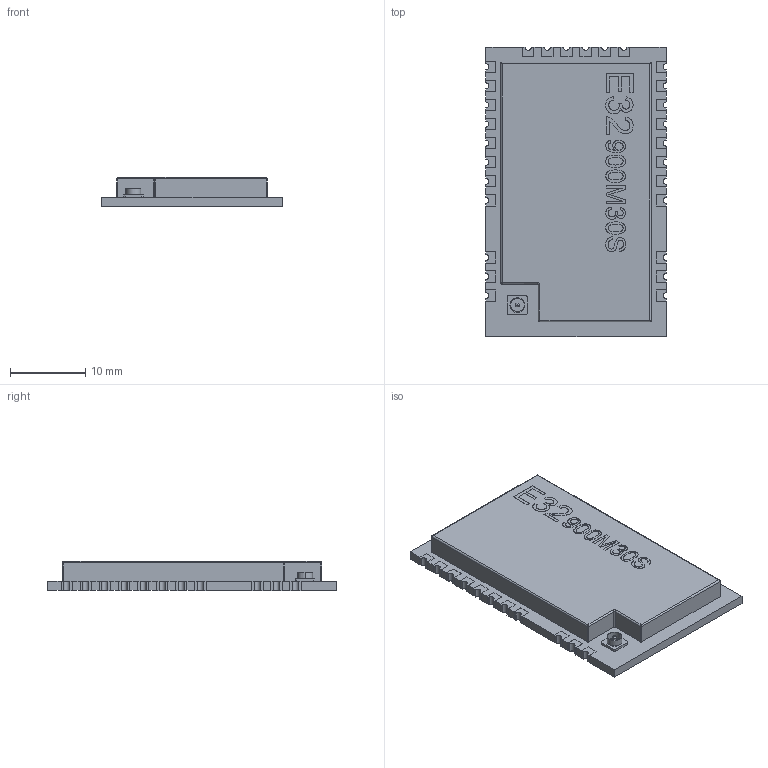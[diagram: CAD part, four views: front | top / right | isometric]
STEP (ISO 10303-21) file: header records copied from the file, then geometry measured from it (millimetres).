
FILE_DESCRIPTION (( 'STEP AP214' ), '1' );
FILE_NAME ('E22-900M30S.STEP', '2024-04-05T17:11:32', ( '' ), ( '' ), 'SwSTEP 2.0', 'SolidWorks 2023', '' );
FILE_SCHEMA (( 'AUTOMOTIVE_DESIGN' ));
Length unit declared in the file: millimetre
Products named in the file (1): E22-900M30S
Bounding box: 24.02 x 38.51 x 3.88 mm (x, y, z)
Volume: 2878.7 mm3; surface area: 2303.8 mm2
Topology: 1 solids, 1 shells, 534 faces, 1525 edges, 1007 vertices
Faces by surface type: plane 369, bspline 101, cylinder 61, torus 3
Entity records: 28585 total; most frequent: CARTESIAN_POINT 9383, ORIENTED_EDGE 3040, DIRECTION 2303, EDGE_CURVE 1520, VECTOR 1201, LINE 1201, VERTEX_POINT 1007, EDGE_LOOP 553
